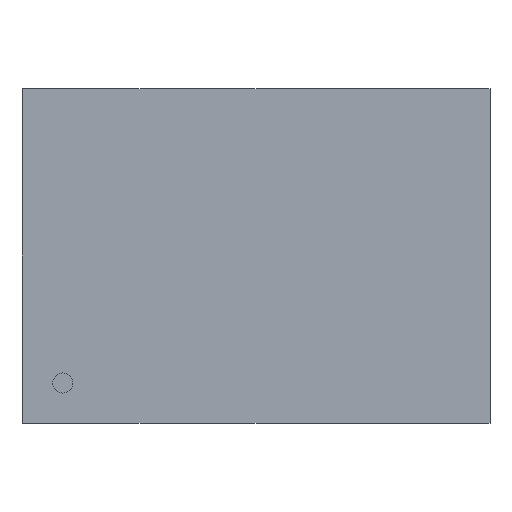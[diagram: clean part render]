
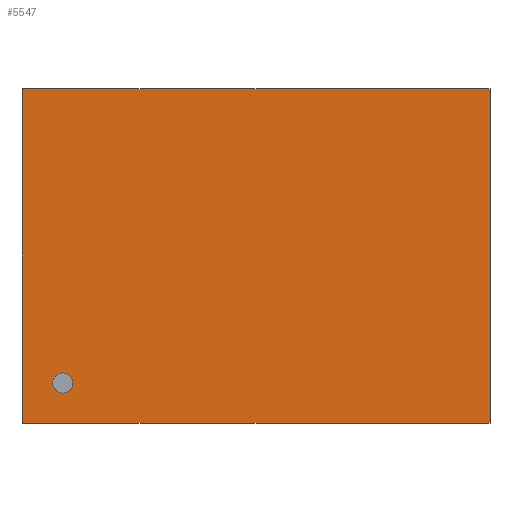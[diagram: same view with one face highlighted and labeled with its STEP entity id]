
A CAD part, left-side view. The second image highlights one B-rep face of the part: STEP entity #5547.
In plain terms, the highlighted planar face has unit normal (-1, 0, 0).
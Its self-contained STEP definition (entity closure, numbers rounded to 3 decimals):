
#458=LINE('',#8510,#1082);
#469=LINE('',#8526,#1093);
#660=LINE('',#8907,#1284);
#661=LINE('',#8909,#1285);
#1082=VECTOR('',#7037,7.);
#1093=VECTOR('',#7050,7.);
#1284=VECTOR('',#7403,5.);
#1285=VECTOR('',#7406,5.);
#1489=PLANE('',#5960);
#1496=FACE_BOUND('',#2081,.T.);
#1785=FACE_OUTER_BOUND('',#2080,.T.);
#2080=EDGE_LOOP('',(#4903,#4904,#4905,#4906));
#2081=EDGE_LOOP('',(#4907));
#2083=CIRCLE('',#5552,0.15);
#2205=VERTEX_POINT('',#7413);
#2555=VERTEX_POINT('',#8507);
#2556=VERTEX_POINT('',#8509);
#2559=VERTEX_POINT('',#8523);
#2560=VERTEX_POINT('',#8525);
#2671=EDGE_CURVE('',#2205,#2205,#2083,.T.);
#3212=EDGE_CURVE('',#2556,#2555,#458,.T.);
#3223=EDGE_CURVE('',#2560,#2559,#469,.T.);
#3414=EDGE_CURVE('',#2555,#2560,#660,.T.);
#3415=EDGE_CURVE('',#2559,#2556,#661,.T.);
#4903=ORIENTED_EDGE('',*,*,#3212,.T.);
#4904=ORIENTED_EDGE('',*,*,#3414,.T.);
#4905=ORIENTED_EDGE('',*,*,#3223,.T.);
#4906=ORIENTED_EDGE('',*,*,#3415,.T.);
#4907=ORIENTED_EDGE('',*,*,#2671,.T.);
#5547=ADVANCED_FACE('',(#1785,#1496),#1489,.F.);
#5552=AXIS2_PLACEMENT_3D('',#7414,#5967,#5968);
#5960=AXIS2_PLACEMENT_3D('',#8910,#7407,#7408);
#5967=DIRECTION('center_axis',(1.,0.,0.));
#5968=DIRECTION('ref_axis',(0.,0.,-1.));
#7037=DIRECTION('',(0.,1.,0.));
#7050=DIRECTION('',(0.,-1.,0.));
#7403=DIRECTION('',(0.,0.,-1.));
#7406=DIRECTION('',(0.,0.,1.));
#7407=DIRECTION('center_axis',(1.,0.,0.));
#7408=DIRECTION('ref_axis',(0.,0.,-1.));
#7413=CARTESIAN_POINT('',(0.,2.89,-1.75));
#7414=CARTESIAN_POINT('Origin',(0.,2.89,-1.9));
#8507=CARTESIAN_POINT('',(0.,3.5,2.5));
#8509=CARTESIAN_POINT('',(0.,-3.5,2.5));
#8510=CARTESIAN_POINT('',(0.,-3.5,2.5));
#8523=CARTESIAN_POINT('',(0.,-3.5,-2.5));
#8525=CARTESIAN_POINT('',(0.,3.5,-2.5));
#8526=CARTESIAN_POINT('',(0.,3.5,-2.5));
#8907=CARTESIAN_POINT('',(0.,3.5,2.5));
#8909=CARTESIAN_POINT('',(0.,-3.5,-2.5));
#8910=CARTESIAN_POINT('Origin',(0.,0.,0.));
